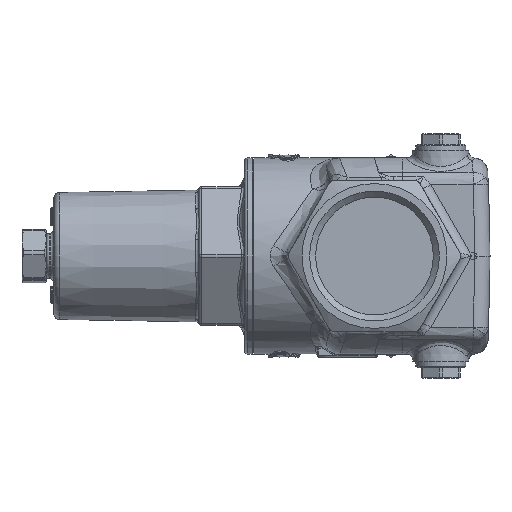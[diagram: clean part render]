
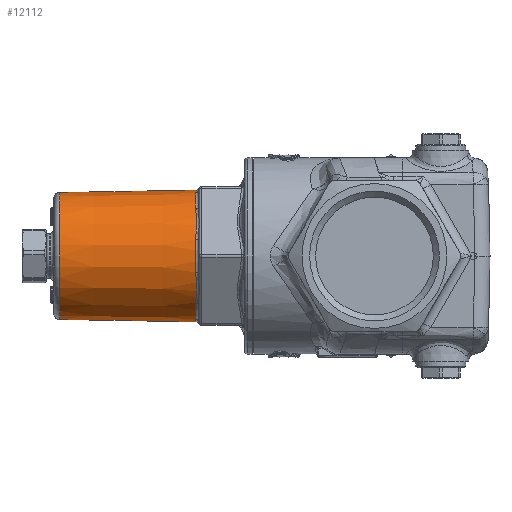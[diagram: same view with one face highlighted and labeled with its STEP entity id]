
A CAD part, left-side view. The second image highlights one B-rep face of the part: STEP entity #12112.
In plain terms, the highlighted conical face has half-angle 1 degrees and reference radius 21.55 mm.
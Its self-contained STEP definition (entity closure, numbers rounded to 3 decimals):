
#64=CONICAL_SURFACE('',#12914,21.55,0.017);
#344=LINE('',#20622,#752);
#752=VECTOR('',#14016,21.55);
#1461=B_SPLINE_CURVE_WITH_KNOTS('',3,(#20310,#20311,#20312,#20313,#20314,
#20315),.UNSPECIFIED.,.F.,.F.,(4,1,1,4),(-3.142,-1.346,
0.449,3.142),.UNSPECIFIED.);
#1463=B_SPLINE_CURVE_WITH_KNOTS('',3,(#20361,#20362,#20363,#20364,#20365,
#20366),.UNSPECIFIED.,.F.,.F.,(4,1,1,4),(-3.142,-1.346,
0.449,3.142),.UNSPECIFIED.);
#1465=B_SPLINE_CURVE_WITH_KNOTS('',3,(#20412,#20413,#20414,#20415,#20416,
#20417),.UNSPECIFIED.,.F.,.F.,(4,1,1,4),(-3.142,-1.346,
0.449,3.142),.UNSPECIFIED.);
#1467=B_SPLINE_CURVE_WITH_KNOTS('',3,(#20463,#20464,#20465,#20466,#20467,
#20468),.UNSPECIFIED.,.F.,.F.,(4,1,1,4),(-3.142,-1.346,
0.449,3.142),.UNSPECIFIED.);
#1469=B_SPLINE_CURVE_WITH_KNOTS('',3,(#20514,#20515,#20516,#20517,#20518,
#20519),.UNSPECIFIED.,.F.,.F.,(4,1,1,4),(-3.142,-1.346,
0.449,3.142),.UNSPECIFIED.);
#1471=B_SPLINE_CURVE_WITH_KNOTS('',3,(#20563,#20564,#20565,#20566,#20567),
 .UNSPECIFIED.,.F.,.F.,(4,1,4),(-3.142,-1.346,0.),
 .UNSPECIFIED.);
#1472=B_SPLINE_CURVE_WITH_KNOTS('',3,(#20568,#20569,#20570,#20571,#20572),
 .UNSPECIFIED.,.F.,.F.,(4,1,4),(0.,0.449,
3.142),.UNSPECIFIED.);
#2809=FACE_OUTER_BOUND('',#3582,.T.);
#3582=EDGE_LOOP('',(#8678,#8679,#8680,#8681,#8682,#8683,#8684,#8685,#8686,
#8687,#8688,#8689,#8690,#8691,#8692,#8693));
#4261=CIRCLE('',#12874,21.821);
#4265=CIRCLE('',#12879,21.821);
#4269=CIRCLE('',#12884,21.821);
#4273=CIRCLE('',#12889,21.821);
#4277=CIRCLE('',#12894,21.821);
#4281=CIRCLE('',#12899,21.821);
#4288=CIRCLE('',#12915,21.034);
#4885=VERTEX_POINT('',#20269);
#4888=VERTEX_POINT('',#20274);
#4890=VERTEX_POINT('',#20308);
#4892=VERTEX_POINT('',#20325);
#4894=VERTEX_POINT('',#20359);
#4896=VERTEX_POINT('',#20376);
#4898=VERTEX_POINT('',#20410);
#4900=VERTEX_POINT('',#20427);
#4902=VERTEX_POINT('',#20461);
#4904=VERTEX_POINT('',#20478);
#4906=VERTEX_POINT('',#20512);
#4908=VERTEX_POINT('',#20529);
#4909=VERTEX_POINT('',#20562);
#4922=VERTEX_POINT('',#20620);
#6259=EDGE_CURVE('',#4888,#4885,#4261,.T.);
#6261=EDGE_CURVE('',#4890,#4888,#1461,.T.);
#6265=EDGE_CURVE('',#4892,#4890,#4265,.T.);
#6267=EDGE_CURVE('',#4894,#4892,#1463,.T.);
#6271=EDGE_CURVE('',#4896,#4894,#4269,.T.);
#6273=EDGE_CURVE('',#4898,#4896,#1465,.T.);
#6277=EDGE_CURVE('',#4900,#4898,#4273,.T.);
#6279=EDGE_CURVE('',#4902,#4900,#1467,.T.);
#6283=EDGE_CURVE('',#4904,#4902,#4277,.T.);
#6285=EDGE_CURVE('',#4906,#4904,#1469,.T.);
#6289=EDGE_CURVE('',#4908,#4906,#4281,.T.);
#6290=EDGE_CURVE('',#4885,#4909,#1471,.T.);
#6291=EDGE_CURVE('',#4909,#4908,#1472,.T.);
#6313=EDGE_CURVE('',#4922,#4922,#4288,.T.);
#6314=EDGE_CURVE('',#4922,#4909,#344,.T.);
#8678=ORIENTED_EDGE('',*,*,#6313,.F.);
#8679=ORIENTED_EDGE('',*,*,#6314,.T.);
#8680=ORIENTED_EDGE('',*,*,#6290,.F.);
#8681=ORIENTED_EDGE('',*,*,#6259,.F.);
#8682=ORIENTED_EDGE('',*,*,#6261,.F.);
#8683=ORIENTED_EDGE('',*,*,#6265,.F.);
#8684=ORIENTED_EDGE('',*,*,#6267,.F.);
#8685=ORIENTED_EDGE('',*,*,#6271,.F.);
#8686=ORIENTED_EDGE('',*,*,#6273,.F.);
#8687=ORIENTED_EDGE('',*,*,#6277,.F.);
#8688=ORIENTED_EDGE('',*,*,#6279,.F.);
#8689=ORIENTED_EDGE('',*,*,#6283,.F.);
#8690=ORIENTED_EDGE('',*,*,#6285,.F.);
#8691=ORIENTED_EDGE('',*,*,#6289,.F.);
#8692=ORIENTED_EDGE('',*,*,#6291,.F.);
#8693=ORIENTED_EDGE('',*,*,#6314,.F.);
#12112=ADVANCED_FACE('',(#2809),#64,.T.);
#12874=AXIS2_PLACEMENT_3D('',#20276,#13918,#13919);
#12879=AXIS2_PLACEMENT_3D('',#20327,#13928,#13929);
#12884=AXIS2_PLACEMENT_3D('',#20378,#13938,#13939);
#12889=AXIS2_PLACEMENT_3D('',#20429,#13948,#13949);
#12894=AXIS2_PLACEMENT_3D('',#20480,#13958,#13959);
#12899=AXIS2_PLACEMENT_3D('',#20531,#13968,#13969);
#12914=AXIS2_PLACEMENT_3D('',#20619,#14012,#14013);
#12915=AXIS2_PLACEMENT_3D('',#20621,#14014,#14015);
#13918=DIRECTION('center_axis',(0.,-1.,0.));
#13919=DIRECTION('ref_axis',(0.,0.,
1.));
#13928=DIRECTION('center_axis',(0.,-1.,0.));
#13929=DIRECTION('ref_axis',(0.,0.,
1.));
#13938=DIRECTION('center_axis',(0.,-1.,0.));
#13939=DIRECTION('ref_axis',(0.,0.,
1.));
#13948=DIRECTION('center_axis',(0.,-1.,0.));
#13949=DIRECTION('ref_axis',(0.,0.,
1.));
#13958=DIRECTION('center_axis',(0.,-1.,0.));
#13959=DIRECTION('ref_axis',(0.,0.,
1.));
#13968=DIRECTION('center_axis',(0.,-1.,0.));
#13969=DIRECTION('ref_axis',(0.,0.,
1.));
#14012=DIRECTION('center_axis',(0.,-1.,0.));
#14013=DIRECTION('ref_axis',(0.,0.,
1.));
#14014=DIRECTION('center_axis',(0.,1.,0.));
#14015=DIRECTION('ref_axis',(0.,0.,
-1.));
#14016=DIRECTION('',(0.,-1.,-0.017));
#20269=CARTESIAN_POINT('',(-5.799,59.183,-21.036));
#20274=CARTESIAN_POINT('',(-15.318,59.183,-15.54));
#20276=CARTESIAN_POINT('Origin',(0.,59.183,
0.));
#20308=CARTESIAN_POINT('',(-21.117,59.183,-5.496));
#20310=CARTESIAN_POINT('Ctrl Pts',(-21.117,59.183,-5.496));
#20311=CARTESIAN_POINT('Ctrl Pts',(-20.835,59.183,-6.579));
#20312=CARTESIAN_POINT('Ctrl Pts',(-20.109,59.047,-8.698));
#20313=CARTESIAN_POINT('Ctrl Pts',(-18.278,58.949,-12.174));
#20314=CARTESIAN_POINT('Ctrl Pts',(-16.513,59.183,-14.362));
#20315=CARTESIAN_POINT('Ctrl Pts',(-15.318,59.183,-15.54));
#20325=CARTESIAN_POINT('',(-21.117,59.183,5.496));
#20327=CARTESIAN_POINT('Origin',(0.,59.183,
0.));
#20359=CARTESIAN_POINT('',(-15.318,59.183,15.54));
#20361=CARTESIAN_POINT('Ctrl Pts',(-15.318,59.183,15.54));
#20362=CARTESIAN_POINT('Ctrl Pts',(-16.115,59.183,14.755));
#20363=CARTESIAN_POINT('Ctrl Pts',(-17.587,59.047,13.066));
#20364=CARTESIAN_POINT('Ctrl Pts',(-19.682,58.949,9.742));
#20365=CARTESIAN_POINT('Ctrl Pts',(-20.695,59.183,7.12));
#20366=CARTESIAN_POINT('Ctrl Pts',(-21.117,59.183,5.496));
#20376=CARTESIAN_POINT('',(-5.799,59.183,21.036));
#20378=CARTESIAN_POINT('Origin',(0.,59.183,
0.));
#20410=CARTESIAN_POINT('',(5.799,59.183,21.036));
#20412=CARTESIAN_POINT('Ctrl Pts',(5.799,59.183,21.036));
#20413=CARTESIAN_POINT('Ctrl Pts',(4.72,59.183,21.333));
#20414=CARTESIAN_POINT('Ctrl Pts',(2.522,59.047,21.764));
#20415=CARTESIAN_POINT('Ctrl Pts',(-1.404,58.949,21.916));
#20416=CARTESIAN_POINT('Ctrl Pts',(-4.181,59.183,21.482));
#20417=CARTESIAN_POINT('Ctrl Pts',(-5.799,59.183,21.036));
#20427=CARTESIAN_POINT('',(15.318,59.183,15.54));
#20429=CARTESIAN_POINT('Origin',(0.,59.183,
0.));
#20461=CARTESIAN_POINT('',(21.117,59.183,5.496));
#20463=CARTESIAN_POINT('Ctrl Pts',(21.117,59.183,5.496));
#20464=CARTESIAN_POINT('Ctrl Pts',(20.835,59.183,6.579));
#20465=CARTESIAN_POINT('Ctrl Pts',(20.109,59.047,8.698));
#20466=CARTESIAN_POINT('Ctrl Pts',(18.278,58.949,12.174));
#20467=CARTESIAN_POINT('Ctrl Pts',(16.513,59.183,14.362));
#20468=CARTESIAN_POINT('Ctrl Pts',(15.318,59.183,15.54));
#20478=CARTESIAN_POINT('',(21.117,59.183,-5.496));
#20480=CARTESIAN_POINT('Origin',(0.,59.183,
0.));
#20512=CARTESIAN_POINT('',(15.318,59.183,-15.54));
#20514=CARTESIAN_POINT('Ctrl Pts',(15.318,59.183,-15.54));
#20515=CARTESIAN_POINT('Ctrl Pts',(16.115,59.183,-14.755));
#20516=CARTESIAN_POINT('Ctrl Pts',(17.587,59.047,-13.066));
#20517=CARTESIAN_POINT('Ctrl Pts',(19.682,58.949,-9.742));
#20518=CARTESIAN_POINT('Ctrl Pts',(20.695,59.183,-7.12));
#20519=CARTESIAN_POINT('Ctrl Pts',(21.117,59.183,-5.496));
#20529=CARTESIAN_POINT('',(5.799,59.183,-21.036));
#20531=CARTESIAN_POINT('Origin',(0.,59.183,
0.));
#20562=CARTESIAN_POINT('',(0.,59.005,-21.824));
#20563=CARTESIAN_POINT('Ctrl Pts',(-5.799,59.183,-21.036));
#20564=CARTESIAN_POINT('Ctrl Pts',(-4.72,59.183,-21.333));
#20565=CARTESIAN_POINT('Ctrl Pts',(-2.796,59.064,-21.71));
#20566=CARTESIAN_POINT('Ctrl Pts',(-0.839,59.006,-21.824));
#20567=CARTESIAN_POINT('Ctrl Pts',(0.,59.005,
-21.824));
#20568=CARTESIAN_POINT('Ctrl Pts',(0.,59.005,
-21.824));
#20569=CARTESIAN_POINT('Ctrl Pts',(0.28,59.004,-21.824));
#20570=CARTESIAN_POINT('Ctrl Pts',(2.237,59.019,-21.786));
#20571=CARTESIAN_POINT('Ctrl Pts',(4.181,59.183,-21.482));
#20572=CARTESIAN_POINT('Ctrl Pts',(5.799,59.183,-21.036));
#20619=CARTESIAN_POINT('Origin',(0.,74.7,
0.));
#20620=CARTESIAN_POINT('',(0.,104.269,-21.034));
#20621=CARTESIAN_POINT('Origin',(0.,104.269,
0.));
#20622=CARTESIAN_POINT('',(0.,74.7,-21.55));
